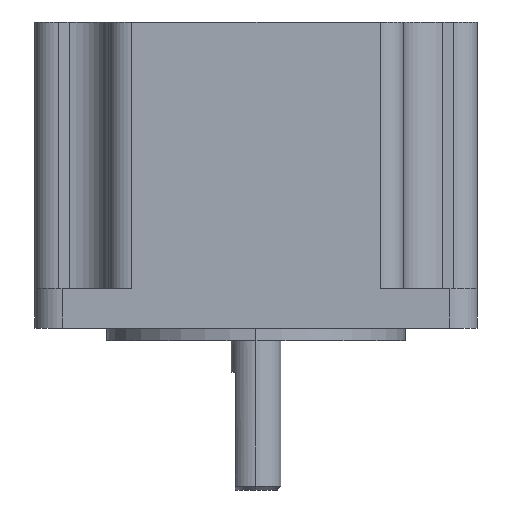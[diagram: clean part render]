
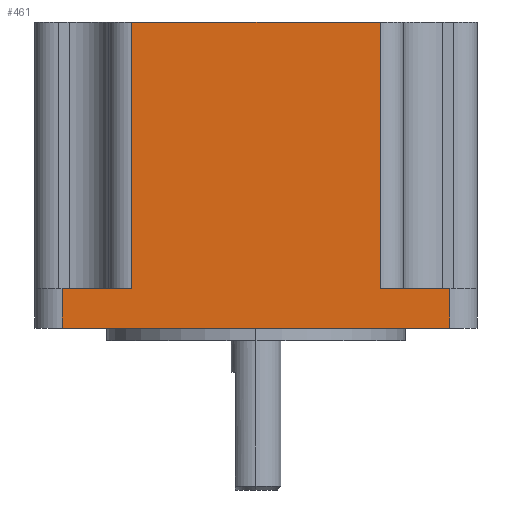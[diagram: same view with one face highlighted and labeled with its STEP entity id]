
A CAD part, left-side view. The second image highlights one B-rep face of the part: STEP entity #461.
In plain terms, the highlighted planar face has unit normal (-1, 0, 0).
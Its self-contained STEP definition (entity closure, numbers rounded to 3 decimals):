
#30 = CARTESIAN_POINT ( 'NONE',  ( -28.2, 28.2, 5.08 ) ) ;
#76 = DIRECTION ( 'NONE',  ( 0., -1., 0. ) ) ;
#209 = DIRECTION ( 'NONE',  ( 0., 0., -1. ) ) ;
#210 = CARTESIAN_POINT ( 'NONE',  ( -28.2, 24.7, 5.08 ) ) ;
#213 = CARTESIAN_POINT ( 'NONE',  ( -28.2, 15.8, 39. ) ) ;
#231 = DIRECTION ( 'NONE',  ( 0., 0., -1. ) ) ;
#248 = DIRECTION ( 'NONE',  ( 0., -1., 0. ) ) ;
#257 = CARTESIAN_POINT ( 'NONE',  ( -28.2, 28.2, 0. ) ) ;
#286 = ORIENTED_EDGE ( 'NONE', *, *, #450, .T. ) ;
#287 = ORIENTED_EDGE ( 'NONE', *, *, #377, .F. ) ;
#302 = DIRECTION ( 'NONE',  ( 0., 0., -1. ) ) ;
#308 = CARTESIAN_POINT ( 'NONE',  ( -28.2, -15.8, 39. ) ) ;
#324 = CARTESIAN_POINT ( 'NONE',  ( -28.2, 15.8, 39. ) ) ;
#325 = DIRECTION ( 'NONE',  ( 0., -1., 0. ) ) ;
#377 = EDGE_CURVE ( 'NONE', #1762, #1761, #1670, .T. ) ;
#402 = EDGE_CURVE ( 'NONE', #1764, #1761, #1679, .T. ) ;
#419 = EDGE_CURVE ( 'NONE', #1737, #1751, #1694, .T. ) ;
#420 = EDGE_CURVE ( 'NONE', #1752, #1763, #1695, .T. ) ;
#436 = EDGE_CURVE ( 'NONE', #1738, #1762, #1707, .T. ) ;
#437 = EDGE_CURVE ( 'NONE', #1737, #1738, #1710, .T. ) ;
#450 = EDGE_CURVE ( 'NONE', #1763, #1764, #1718, .T. ) ;
#461 = ADVANCED_FACE ( 'NONE', ( #1723 ), #583, .F. ) ;
#472 = EDGE_CURVE ( 'NONE', #1752, #1751, #556, .T. ) ;
#556 = LINE ( 'NONE', #609, #1268 ) ;
#583 = PLANE ( 'NONE',  #1318 ) ;
#588 = DIRECTION ( 'NONE',  ( 0., 1., 0. ) ) ;
#589 = DIRECTION ( 'NONE',  ( 1., 0., 0. ) ) ;
#591 = CARTESIAN_POINT ( 'NONE',  ( -28.2, 28.2, 5.08 ) ) ;
#608 = DIRECTION ( 'NONE',  ( 0., -1., 0. ) ) ;
#609 = CARTESIAN_POINT ( 'NONE',  ( -28.2, 28.2, 5.08 ) ) ;
#952 = ORIENTED_EDGE ( 'NONE', *, *, #402, .T. ) ;
#953 = ORIENTED_EDGE ( 'NONE', *, *, #436, .F. ) ;
#954 = ORIENTED_EDGE ( 'NONE', *, *, #419, .T. ) ;
#955 = ORIENTED_EDGE ( 'NONE', *, *, #437, .F. ) ;
#956 = ORIENTED_EDGE ( 'NONE', *, *, #472, .F. ) ;
#957 = ORIENTED_EDGE ( 'NONE', *, *, #420, .T. ) ;
#1125 = VECTOR ( 'NONE', #231, 1000. ) ;
#1157 = VECTOR ( 'NONE', #302, 1000. ) ;
#1161 = VECTOR ( 'NONE', #325, 1000. ) ;
#1243 = VECTOR ( 'NONE', #76, 1000. ) ;
#1268 = VECTOR ( 'NONE', #608, 1000. ) ;
#1283 = VECTOR ( 'NONE', #1465, 1000. ) ;
#1288 = VECTOR ( 'NONE', #209, 1000. ) ;
#1318 = AXIS2_PLACEMENT_3D ( 'NONE', #591, #589, #588 ) ;
#1319 = VECTOR ( 'NONE', #248, 1000. ) ;
#1373 = EDGE_LOOP ( 'NONE', ( #286, #952, #287, #953, #955, #954, #956, #957 ) ) ;
#1455 = CARTESIAN_POINT ( 'NONE',  ( -28.2, -24.7, 5.08 ) ) ;
#1465 = DIRECTION ( 'NONE',  ( 0., 0., 1. ) ) ;
#1603 = CARTESIAN_POINT ( 'NONE',  ( -28.2, 15.8, 39. ) ) ;
#1604 = CARTESIAN_POINT ( 'NONE',  ( -28.2, -15.8, 39. ) ) ;
#1617 = CARTESIAN_POINT ( 'NONE',  ( -28.2, 15.8, 5.08 ) ) ;
#1618 = CARTESIAN_POINT ( 'NONE',  ( -28.2, 24.7, 5.08 ) ) ;
#1627 = CARTESIAN_POINT ( 'NONE',  ( -28.2, -24.7, 5.08 ) ) ;
#1628 = CARTESIAN_POINT ( 'NONE',  ( -28.2, -15.8, 5.08 ) ) ;
#1629 = CARTESIAN_POINT ( 'NONE',  ( -28.2, 24.7, 0. ) ) ;
#1630 = CARTESIAN_POINT ( 'NONE',  ( -28.2, -24.7, 0. ) ) ;
#1670 = LINE ( 'NONE', #30, #1243 ) ;
#1679 = LINE ( 'NONE', #1455, #1283 ) ;
#1694 = LINE ( 'NONE', #213, #1288 ) ;
#1695 = LINE ( 'NONE', #210, #1125 ) ;
#1707 = LINE ( 'NONE', #308, #1157 ) ;
#1710 = LINE ( 'NONE', #324, #1161 ) ;
#1718 = LINE ( 'NONE', #257, #1319 ) ;
#1723 = FACE_OUTER_BOUND ( 'NONE', #1373, .T. ) ;
#1737 = VERTEX_POINT ( 'NONE', #1603 ) ;
#1738 = VERTEX_POINT ( 'NONE', #1604 ) ;
#1751 = VERTEX_POINT ( 'NONE', #1617 ) ;
#1752 = VERTEX_POINT ( 'NONE', #1618 ) ;
#1761 = VERTEX_POINT ( 'NONE', #1627 ) ;
#1762 = VERTEX_POINT ( 'NONE', #1628 ) ;
#1763 = VERTEX_POINT ( 'NONE', #1629 ) ;
#1764 = VERTEX_POINT ( 'NONE', #1630 ) ;
